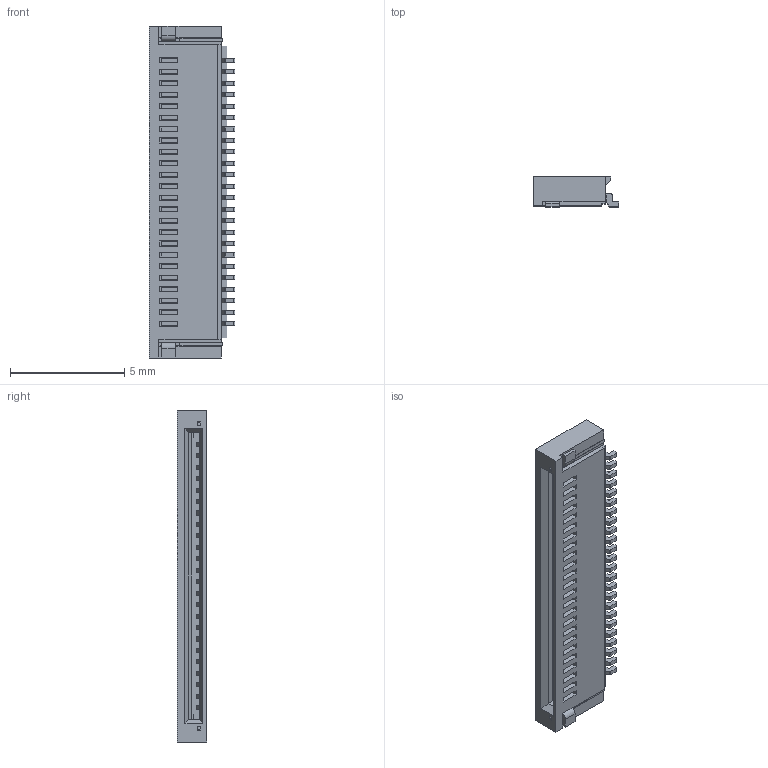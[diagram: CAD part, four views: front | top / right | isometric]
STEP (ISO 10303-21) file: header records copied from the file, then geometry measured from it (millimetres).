
FILE_DESCRIPTION((''),'2;1');
FILE_NAME('P10051922_2410ELF','2011-06-23T',('Reswaram'),('FCI - ELX Division'),'PRO/ENGINEER BY PARAMETRIC TECHNOLOGY CORPORATION, 2008010','PRO/ENGINEER BY PARAMETRIC TECHNOLOGY CORPORATION, 2008010','');
FILE_SCHEMA(('CONFIG_CONTROL_DESIGN'));
Length unit declared in the file: millimetre
Products named in the file (1): P10051922_2410ELF
Bounding box: 3.75 x 1.3 x 14.5 mm (x, y, z)
Volume: 42.1 mm3; surface area: 269 mm2
Topology: 1 solids, 1 shells, 896 faces, 2683 edges, 1750 vertices
Faces by surface type: plane 700, cylinder 196
Entity records: 30039 total; most frequent: ORIENTED_EDGE 5366, CARTESIAN_POINT 5329, DIRECTION 4869, EDGE_CURVE 2683, VECTOR 2289, LINE 2289, VERTEX_POINT 1750, AXIS2_PLACEMENT_3D 1290
